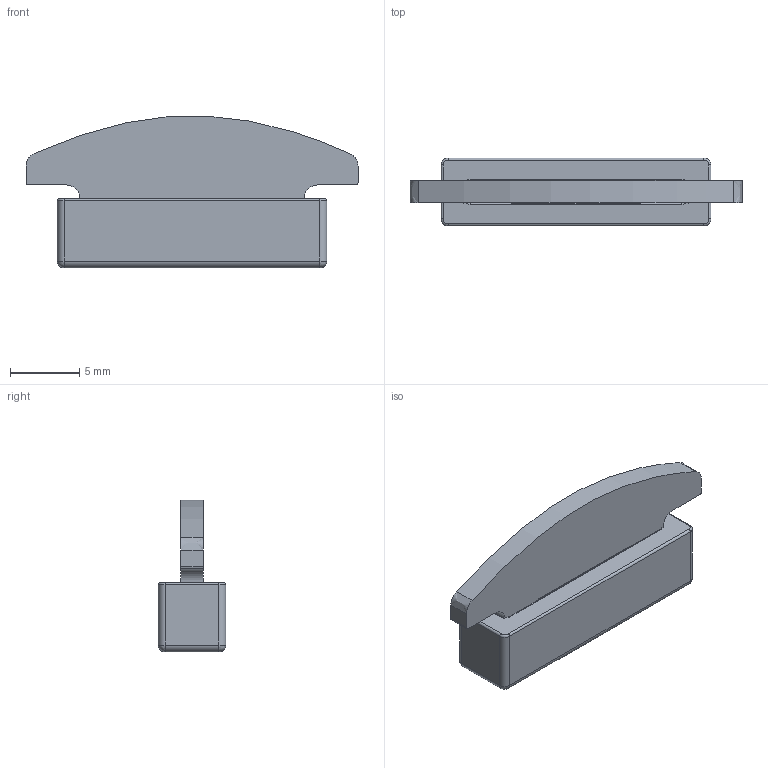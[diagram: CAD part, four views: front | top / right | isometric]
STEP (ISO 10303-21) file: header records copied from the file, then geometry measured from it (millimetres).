
FILE_DESCRIPTION(/* description */ (''),/* implementation_level */ '2;1');
FILE_NAME(/* name */ 'USKG-2 reference v6.step',/* time_stamp */ '2023-11-27T19:03:40-05:00',/* author */ (''),/* organization */ (''),/* preprocessor_version */ 'ST-DEVELOPER v20',/* originating_system */ 'Autodesk Translation Framework v12.14.0.127',/* authorisation */ '');
FILE_SCHEMA (('AUTOMOTIVE_DESIGN { 1 0 10303 214 3 1 1 }'));
Length unit declared in the file: millimetre
Products named in the file (3): USKG-2 reference; 1.6mm PCB tab; USKG-2_19_5mm v18
Assembly tree (2 placements, depth 2):
  USKG-2 reference
    1.6mm PCB tab
    USKG-2_19_5mm v18
Bounding box: 24 x 4.9 x 10.98 mm (x, y, z)
Volume: 640.4 mm3; surface area: 977.2 mm2
Topology: 2 solids, 2 shells, 86 faces, 200 edges, 120 vertices
Faces by surface type: cylinder 38, plane 29, torus 8, sphere 8, bspline 3
Entity records: 2630 total; most frequent: CARTESIAN_POINT 542, DIRECTION 450, ORIENTED_EDGE 400, EDGE_CURVE 200, AXIS2_PLACEMENT_3D 172, VERTEX_POINT 120, LINE 106, VECTOR 106
